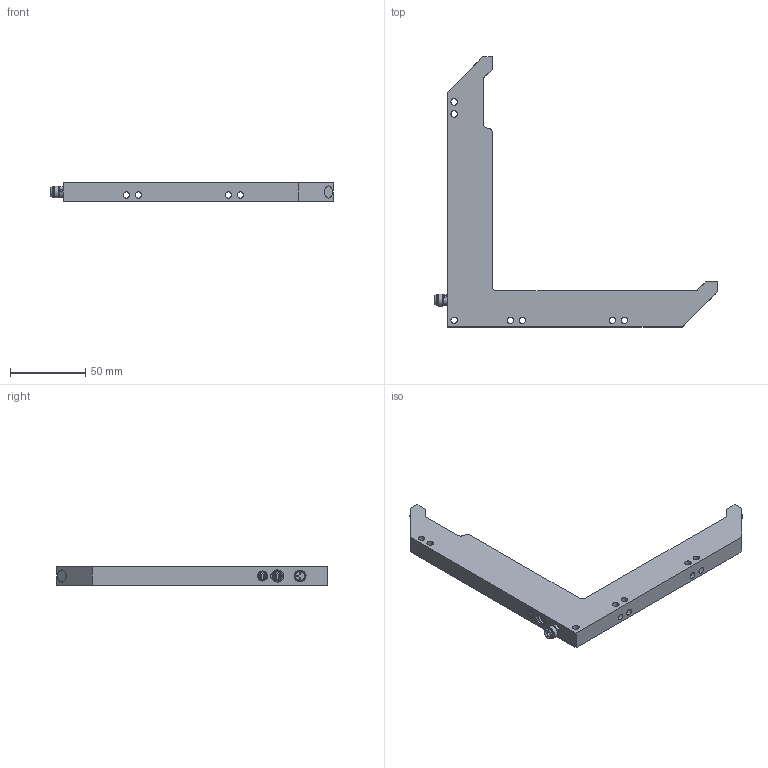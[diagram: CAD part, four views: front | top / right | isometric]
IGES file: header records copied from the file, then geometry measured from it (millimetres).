
Global section: file name: OGLP_150_x3K-TSSL; native system: Autodesk Inventor 2015; preprocessor: unknown; author: lck; date: 20150722.094553; units: millimetre
Bounding box: 188.5 x 180 x 12 mm (x, y, z)
Volume: 97228.9 mm3; surface area: 27990.1 mm2
Topology: 6 solids, 6 shells, 213 faces, 514 edges, 336 vertices
Faces by surface type: bspline 213
